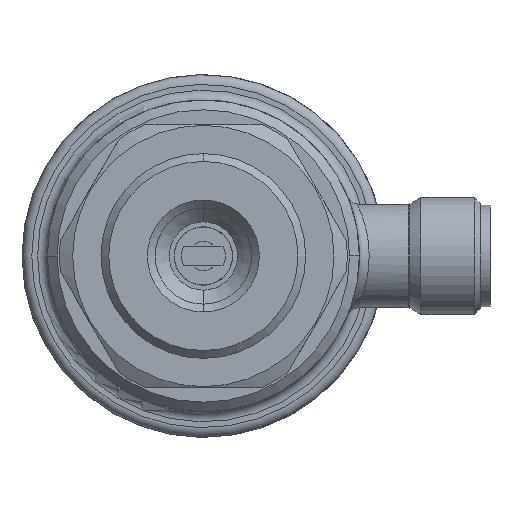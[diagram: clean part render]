
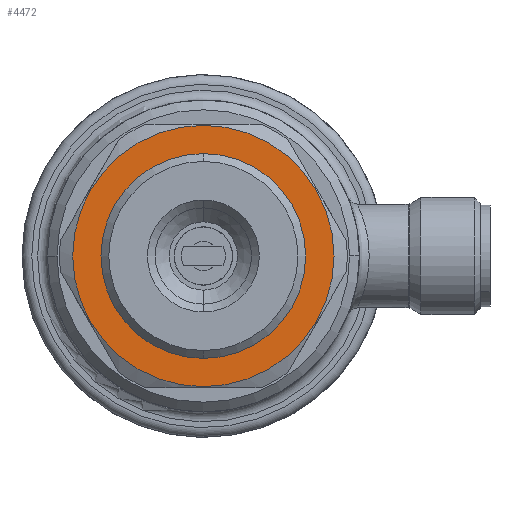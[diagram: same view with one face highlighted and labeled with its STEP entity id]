
A CAD part, front view. The second image highlights one B-rep face of the part: STEP entity #4472.
In plain terms, the highlighted planar face has unit normal (0, -1, 0).
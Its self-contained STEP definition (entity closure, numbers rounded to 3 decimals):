
#60 = CIRCLE ( 'NONE', #5088, 13.4 ) ;
#147 = ORIENTED_EDGE ( 'NONE', *, *, #7433, .T. ) ;
#169 = CIRCLE ( 'NONE', #1413, 10.5 ) ;
#276 = CARTESIAN_POINT ( 'NONE',  ( 0., -0.52, -10.5 ) ) ;
#543 = AXIS2_PLACEMENT_3D ( 'NONE', #5282, #5250, #4606 ) ;
#689 = ORIENTED_EDGE ( 'NONE', *, *, #7777, .T. ) ;
#1059 = VERTEX_POINT ( 'NONE', #3183 ) ;
#1326 = ORIENTED_EDGE ( 'NONE', *, *, #4999, .F. ) ;
#1348 = CARTESIAN_POINT ( 'NONE',  ( 0., -0.52, -13.4 ) ) ;
#1373 = AXIS2_PLACEMENT_3D ( 'NONE', #3557, #8176, #4291 ) ;
#1413 = AXIS2_PLACEMENT_3D ( 'NONE', #3681, #3648, #3618 ) ;
#1605 = CIRCLE ( 'NONE', #543, 10.5 ) ;
#1609 = VERTEX_POINT ( 'NONE', #276 ) ;
#2065 = DIRECTION ( 'NONE',  ( 0., 0., -1. ) ) ;
#2095 = DIRECTION ( 'NONE',  ( 0., -1., 0. ) ) ;
#2207 = PLANE ( 'NONE',  #3464 ) ;
#3033 = EDGE_LOOP ( 'NONE', ( #147, #689 ) ) ;
#3183 = CARTESIAN_POINT ( 'NONE',  ( 0., -0.52, 13.4 ) ) ;
#3464 = AXIS2_PLACEMENT_3D ( 'NONE', #7071, #2095, #2065 ) ;
#3480 = EDGE_LOOP ( 'NONE', ( #5099, #1326 ) ) ;
#3557 = CARTESIAN_POINT ( 'NONE',  ( 0., -0.52, 0. ) ) ;
#3618 = DIRECTION ( 'NONE',  ( 0., 0., -1. ) ) ;
#3648 = DIRECTION ( 'NONE',  ( 0., -1., 0. ) ) ;
#3681 = CARTESIAN_POINT ( 'NONE',  ( 0., -0.52, 0. ) ) ;
#3690 = VERTEX_POINT ( 'NONE', #1348 ) ;
#3970 = DIRECTION ( 'NONE',  ( 0., -1., 0. ) ) ;
#4289 = FACE_BOUND ( 'NONE', #3480, .T. ) ;
#4291 = DIRECTION ( 'NONE',  ( 0., 0., -1. ) ) ;
#4308 = FACE_OUTER_BOUND ( 'NONE', #3033, .T. ) ;
#4472 = ADVANCED_FACE ( 'NONE', ( #4308, #4289 ), #2207, .T. ) ;
#4606 = DIRECTION ( 'NONE',  ( 0., 0., -1. ) ) ;
#4999 = EDGE_CURVE ( 'NONE', #5649, #1609, #169, .T. ) ;
#5088 = AXIS2_PLACEMENT_3D ( 'NONE', #7903, #3970, #8532 ) ;
#5099 = ORIENTED_EDGE ( 'NONE', *, *, #5971, .F. ) ;
#5250 = DIRECTION ( 'NONE',  ( 0., -1., 0. ) ) ;
#5282 = CARTESIAN_POINT ( 'NONE',  ( 0., -0.52, 0. ) ) ;
#5580 = CIRCLE ( 'NONE', #1373, 13.4 ) ;
#5649 = VERTEX_POINT ( 'NONE', #8690 ) ;
#5971 = EDGE_CURVE ( 'NONE', #1609, #5649, #1605, .T. ) ;
#7071 = CARTESIAN_POINT ( 'NONE',  ( 10.5, -0.52, 0. ) ) ;
#7433 = EDGE_CURVE ( 'NONE', #1059, #3690, #5580, .T. ) ;
#7777 = EDGE_CURVE ( 'NONE', #3690, #1059, #60, .T. ) ;
#7903 = CARTESIAN_POINT ( 'NONE',  ( 0., -0.52, 0. ) ) ;
#8176 = DIRECTION ( 'NONE',  ( 0., -1., 0. ) ) ;
#8532 = DIRECTION ( 'NONE',  ( 0., 0., -1. ) ) ;
#8690 = CARTESIAN_POINT ( 'NONE',  ( 0., -0.52, 10.5 ) ) ;
